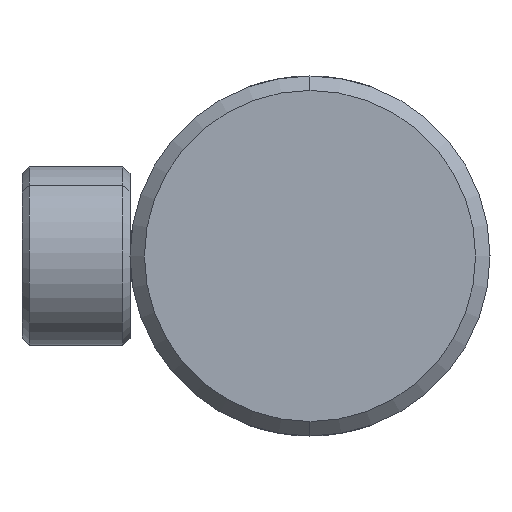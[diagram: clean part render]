
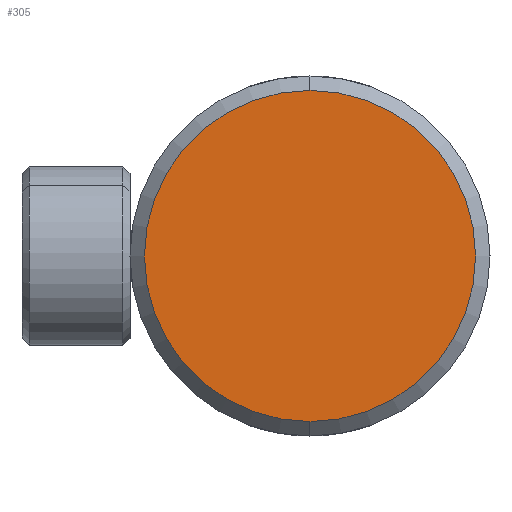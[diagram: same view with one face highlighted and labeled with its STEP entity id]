
A CAD part, left-side view. The second image highlights one B-rep face of the part: STEP entity #305.
In plain terms, the highlighted planar face has unit normal (-1, 0, 0).
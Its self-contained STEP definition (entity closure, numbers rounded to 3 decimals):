
#198 = DIRECTION ( 'NONE',  ( -1., 0., 0. ) ) ;
#305 = ADVANCED_FACE ( 'NONE', ( #938 ), #1283, .F. ) ;
#391 = CARTESIAN_POINT ( 'NONE',  ( -38., 0., -23. ) ) ;
#392 = CARTESIAN_POINT ( 'NONE',  ( -38., 0., 0. ) ) ;
#398 = EDGE_CURVE ( 'NONE', #2656, #743, #1333, .T. ) ;
#538 = EDGE_CURVE ( 'NONE', #743, #2656, #2337, .T. ) ;
#743 = VERTEX_POINT ( 'NONE', #2326 ) ;
#878 = DIRECTION ( 'NONE',  ( 0., 0., -1. ) ) ;
#881 = AXIS2_PLACEMENT_3D ( 'NONE', #2803, #2271, #930 ) ;
#930 = DIRECTION ( 'NONE',  ( 0., 0., -1. ) ) ;
#938 = FACE_OUTER_BOUND ( 'NONE', #2169, .T. ) ;
#1283 = PLANE ( 'NONE',  #881 ) ;
#1321 = DIRECTION ( 'NONE',  ( 0., 0., -1. ) ) ;
#1333 = CIRCLE ( 'NONE', #1343, 23. ) ;
#1343 = AXIS2_PLACEMENT_3D ( 'NONE', #2070, #198, #878 ) ;
#1493 = ORIENTED_EDGE ( 'NONE', *, *, #398, .T. ) ;
#1827 = ORIENTED_EDGE ( 'NONE', *, *, #538, .T. ) ;
#2070 = CARTESIAN_POINT ( 'NONE',  ( -38., 0., 0. ) ) ;
#2169 = EDGE_LOOP ( 'NONE', ( #1493, #1827 ) ) ;
#2271 = DIRECTION ( 'NONE',  ( 1., 0., 0. ) ) ;
#2326 = CARTESIAN_POINT ( 'NONE',  ( -38., 0., 23. ) ) ;
#2337 = CIRCLE ( 'NONE', #2581, 23. ) ;
#2437 = DIRECTION ( 'NONE',  ( -1., 0., 0. ) ) ;
#2581 = AXIS2_PLACEMENT_3D ( 'NONE', #392, #2437, #1321 ) ;
#2656 = VERTEX_POINT ( 'NONE', #391 ) ;
#2803 = CARTESIAN_POINT ( 'NONE',  ( -38., 25., 0. ) ) ;
